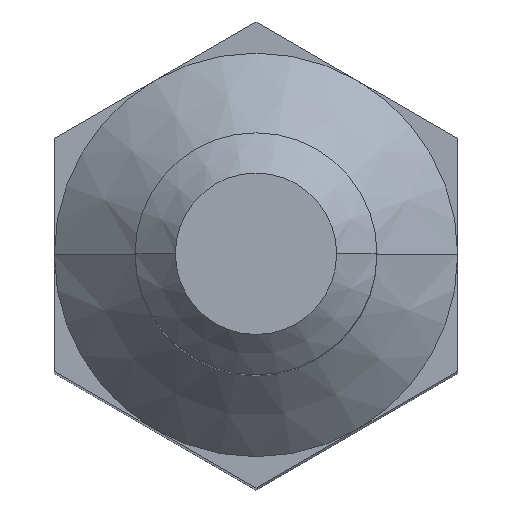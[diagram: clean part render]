
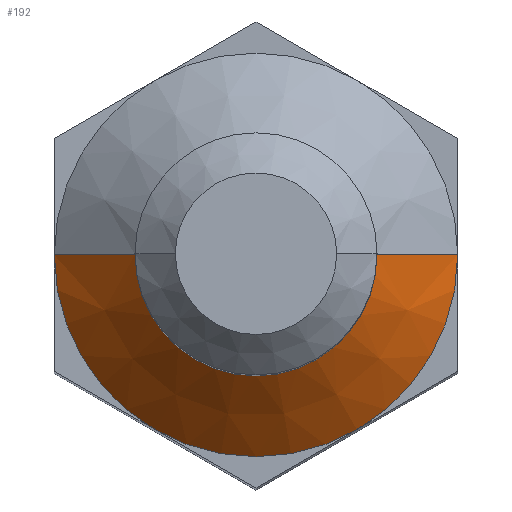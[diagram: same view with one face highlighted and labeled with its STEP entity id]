
A CAD part, top view. The second image highlights one B-rep face of the part: STEP entity #192.
In plain terms, the highlighted conical face has half-angle 45 degrees and reference radius 1.5 mm.
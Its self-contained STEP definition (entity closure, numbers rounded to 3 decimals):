
#132=VERTEX_POINT('NONE',#356);
#146=EDGE_CURVE('NONE',#182,#132,#370,.T.);
#172=EDGE_CURVE('NONE',#328,#182,#399,.T.);
#182=VERTEX_POINT('NONE',#409);
#192=ADVANCED_FACE('NONE',(#419),#420,.T.);
#194=EDGE_CURVE('NONE',#216,#206,#422,.T.);
#196=EDGE_CURVE('NONE',#212,#216,#424,.T.);
#206=VERTEX_POINT('NONE',#435);
#208=EDGE_CURVE('NONE',#328,#206,#437,.T.);
#212=VERTEX_POINT('NONE',#441);
#216=VERTEX_POINT('NONE',#446);
#248=EDGE_CURVE('NONE',#132,#212,#482,.T.);
#328=VERTEX_POINT('NONE',#577);
#356=CARTESIAN_POINT('',(2.5,0.,15.));
#370=LINE('',#619,#620);
#399=CIRCLE('',#658,1.5);
#409=CARTESIAN_POINT('',(1.5,0.,16.0));
#419=FACE_OUTER_BOUND('',#686,.T.);
#420=CONICAL_SURFACE('',#687,1.5,0.785);
#422=CIRCLE('',#690,2.5);
#424=CIRCLE('',#693,2.5);
#435=CARTESIAN_POINT('',(-2.5,0.,15.0));
#437=LINE('',#709,#710);
#441=CARTESIAN_POINT('',(1.25,-2.165,15.));
#446=CARTESIAN_POINT('',(-1.25,-2.165,15.));
#482=CIRCLE('',#768,2.5);
#577=CARTESIAN_POINT('',(-1.5,0.0,16.0));
#619=CARTESIAN_POINT('',(1.5,0.,16.0));
#620=VECTOR('',#914,1000.0);
#658=AXIS2_PLACEMENT_3D('',#949,#950,#951);
#686=EDGE_LOOP('',(#962,#963,#964,#965,#966,#967));
#687=AXIS2_PLACEMENT_3D('',#968,#969,#970);
#690=AXIS2_PLACEMENT_3D('',#971,#972,#973);
#693=AXIS2_PLACEMENT_3D('',#974,#975,#976);
#709=CARTESIAN_POINT('',(-1.5,0.0,16.0));
#710=VECTOR('',#984,1000.0);
#768=AXIS2_PLACEMENT_3D('',#1039,#1040,#1041);
#914=DIRECTION('',(0.707,0.,-0.707));
#949=CARTESIAN_POINT('',(0.0,0.0,16.0));
#950=DIRECTION('',(0.,-0.0,1.0));
#951=DIRECTION('',(-1.0,0.0,0.));
#962=ORIENTED_EDGE('',*,*,#146,.F.);
#963=ORIENTED_EDGE('',*,*,#172,.F.);
#964=ORIENTED_EDGE('',*,*,#208,.T.);
#965=ORIENTED_EDGE('',*,*,#194,.F.);
#966=ORIENTED_EDGE('',*,*,#196,.F.);
#967=ORIENTED_EDGE('',*,*,#248,.F.);
#968=CARTESIAN_POINT('',(0.0,0.0,16.0));
#969=DIRECTION('',(-0.0,-0.0,-1.0));
#970=DIRECTION('',(-1.0,0.0,0.0));
#971=CARTESIAN_POINT('',(0.0,0.0,15.));
#972=DIRECTION('',(0.0,0.0,-1.0));
#973=DIRECTION('',(-1.0,0.0,0.0));
#974=CARTESIAN_POINT('',(0.0,0.0,15.));
#975=DIRECTION('',(0.0,0.0,-1.0));
#976=DIRECTION('',(-1.0,0.0,0.0));
#984=DIRECTION('',(-0.707,0.0,-0.707));
#1039=CARTESIAN_POINT('',(0.0,0.0,15.));
#1040=DIRECTION('',(0.0,0.0,-1.0));
#1041=DIRECTION('',(-1.0,0.0,0.0));
